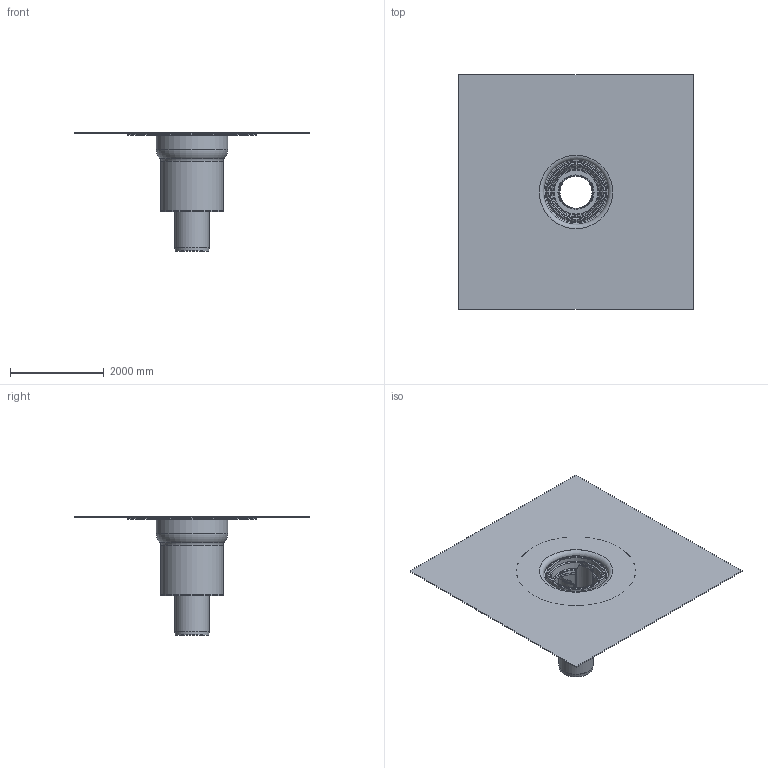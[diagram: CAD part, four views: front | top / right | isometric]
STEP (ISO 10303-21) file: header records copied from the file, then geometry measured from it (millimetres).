
FILE_DESCRIPTION(/* description */ (''),/* implementation_level */ '2;1');
FILE_NAME(/* name */ '16283.070X_3D.stp',/* time_stamp */ '2025-01-06T10:02:24+01:00',/* author */ ('c.rudolph'),/* organization */ (''),/* preprocessor_version */ 'ST-DEVELOPER v20',/* originating_system */ 'AutoCAD Mechanical',/* authorisation */ '');
FILE_SCHEMA (('AUTOMOTIVE_DESIGN { 1 0 10303 214 3 1 1 }'));
Length unit declared in the file: centimetre
Products named in the file (2): Product; *S0
Assembly tree (1 placements, depth 2):
  Product
    *S0
Bounding box: 5000 x 5000 x 2515 mm (x, y, z)
Volume: 1715196153.8 mm3; surface area: 114011468.9 mm2
Topology: 10 solids, 11 shells, 158 faces, 374 edges, 243 vertices
Faces by surface type: torus 45, plane 42, cylinder 36, cone 35
Full cylindrical faces by diameter (mm): 105 x1, 698 x2, 730 x5, 960 x1, 1140 x1, 1150 x1, 1160 x2, 1180 x2, 1200 x3, 1212.246 x1, 1280 x2, 1330 x2, 1400 x2, 1430 x2, 1460 x2, 1469.995 x2, 1519.995 x1
Entity records: 4884 total; most frequent: DIRECTION 926, CARTESIAN_POINT 906, ORIENTED_EDGE 746, AXIS2_PLACEMENT_3D 415, EDGE_CURVE 373, VERTEX_POINT 241, CIRCLE 238, EDGE_LOOP 186
